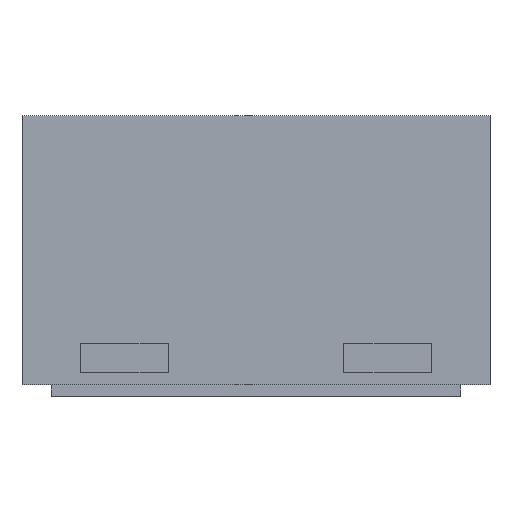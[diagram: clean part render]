
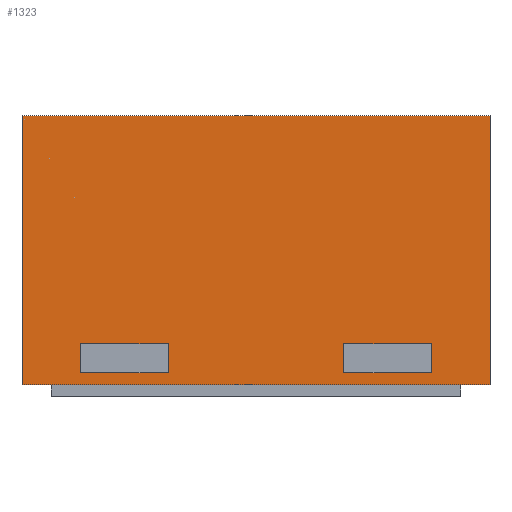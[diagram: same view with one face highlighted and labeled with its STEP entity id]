
A CAD part, front view. The second image highlights one B-rep face of the part: STEP entity #1323.
In plain terms, the highlighted planar face has unit normal (0, -1, 0).
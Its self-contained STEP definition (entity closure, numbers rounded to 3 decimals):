
#19=FACE_BOUND('',#142,.T.);
#20=FACE_BOUND('',#143,.T.);
#57=FACE_OUTER_BOUND('',#141,.T.);
#141=EDGE_LOOP('',(#951,#952,#953,#954));
#142=EDGE_LOOP('',(#955,#956,#957,#958));
#143=EDGE_LOOP('',(#959,#960,#961,#962));
#236=LINE('',#1877,#416);
#266=LINE('',#1937,#446);
#267=LINE('',#1939,#447);
#268=LINE('',#1940,#448);
#269=LINE('',#1943,#449);
#270=LINE('',#1945,#450);
#271=LINE('',#1947,#451);
#272=LINE('',#1948,#452);
#273=LINE('',#1951,#453);
#274=LINE('',#1953,#454);
#275=LINE('',#1955,#455);
#276=LINE('',#1956,#456);
#416=VECTOR('',#1534,1000.);
#446=VECTOR('',#1568,1000.);
#447=VECTOR('',#1569,1000.);
#448=VECTOR('',#1570,1000.);
#449=VECTOR('',#1571,1000.);
#450=VECTOR('',#1572,1000.);
#451=VECTOR('',#1573,1000.);
#452=VECTOR('',#1574,1000.);
#453=VECTOR('',#1575,1000.);
#454=VECTOR('',#1576,1000.);
#455=VECTOR('',#1577,1000.);
#456=VECTOR('',#1578,1000.);
#588=VERTEX_POINT('',#1874);
#589=VERTEX_POINT('',#1876);
#617=VERTEX_POINT('',#1936);
#618=VERTEX_POINT('',#1938);
#619=VERTEX_POINT('',#1941);
#620=VERTEX_POINT('',#1942);
#621=VERTEX_POINT('',#1944);
#622=VERTEX_POINT('',#1946);
#623=VERTEX_POINT('',#1949);
#624=VERTEX_POINT('',#1950);
#625=VERTEX_POINT('',#1952);
#626=VERTEX_POINT('',#1954);
#716=EDGE_CURVE('',#589,#588,#236,.T.);
#746=EDGE_CURVE('',#588,#617,#266,.T.);
#747=EDGE_CURVE('',#618,#617,#267,.T.);
#748=EDGE_CURVE('',#589,#618,#268,.T.);
#749=EDGE_CURVE('',#619,#620,#269,.T.);
#750=EDGE_CURVE('',#621,#619,#270,.T.);
#751=EDGE_CURVE('',#622,#621,#271,.T.);
#752=EDGE_CURVE('',#620,#622,#272,.T.);
#753=EDGE_CURVE('',#623,#624,#273,.T.);
#754=EDGE_CURVE('',#625,#623,#274,.T.);
#755=EDGE_CURVE('',#626,#625,#275,.T.);
#756=EDGE_CURVE('',#624,#626,#276,.T.);
#951=ORIENTED_EDGE('',*,*,#746,.T.);
#952=ORIENTED_EDGE('',*,*,#747,.F.);
#953=ORIENTED_EDGE('',*,*,#748,.F.);
#954=ORIENTED_EDGE('',*,*,#716,.T.);
#955=ORIENTED_EDGE('',*,*,#749,.F.);
#956=ORIENTED_EDGE('',*,*,#750,.F.);
#957=ORIENTED_EDGE('',*,*,#751,.F.);
#958=ORIENTED_EDGE('',*,*,#752,.F.);
#959=ORIENTED_EDGE('',*,*,#753,.F.);
#960=ORIENTED_EDGE('',*,*,#754,.F.);
#961=ORIENTED_EDGE('',*,*,#755,.F.);
#962=ORIENTED_EDGE('',*,*,#756,.F.);
#1245=PLANE('',#1417);
#1323=ADVANCED_FACE('',(#57,#19,#20),#1245,.F.);
#1417=AXIS2_PLACEMENT_3D('',#1935,#1566,#1567);
#1534=DIRECTION('',(0.,0.,-1.));
#1566=DIRECTION('center_axis',(0.,1.,0.));
#1567=DIRECTION('ref_axis',(0.,0.,1.));
#1568=DIRECTION('',(1.,0.,0.));
#1569=DIRECTION('',(0.,0.,-1.));
#1570=DIRECTION('',(1.,0.,0.));
#1571=DIRECTION('',(0.,0.,-1.));
#1572=DIRECTION('',(-1.,0.,0.));
#1573=DIRECTION('',(0.,0.,1.));
#1574=DIRECTION('',(1.,0.,0.));
#1575=DIRECTION('',(1.,0.,0.));
#1576=DIRECTION('',(0.,0.,-1.));
#1577=DIRECTION('',(-1.,0.,0.));
#1578=DIRECTION('',(0.,0.,1.));
#1874=CARTESIAN_POINT('',(-0.4,-0.8,0.02));
#1876=CARTESIAN_POINT('',(-0.4,-0.8,0.48));
#1877=CARTESIAN_POINT('',(-0.4,-0.8,0.48));
#1935=CARTESIAN_POINT('Origin',(-0.4,-0.8,0.48));
#1936=CARTESIAN_POINT('',(0.4,-0.8,0.02));
#1937=CARTESIAN_POINT('',(-0.4,-0.8,0.02));
#1938=CARTESIAN_POINT('',(0.4,-0.8,0.48));
#1939=CARTESIAN_POINT('',(0.4,-0.8,0.48));
#1940=CARTESIAN_POINT('',(-0.4,-0.8,0.48));
#1941=CARTESIAN_POINT('',(0.15,-0.8,0.09));
#1942=CARTESIAN_POINT('',(0.15,-0.8,0.04));
#1943=CARTESIAN_POINT('',(0.15,-0.8,0.09));
#1944=CARTESIAN_POINT('',(0.3,-0.8,0.09));
#1945=CARTESIAN_POINT('',(0.3,-0.8,0.09));
#1946=CARTESIAN_POINT('',(0.3,-0.8,0.04));
#1947=CARTESIAN_POINT('',(0.3,-0.8,0.09));
#1948=CARTESIAN_POINT('',(0.3,-0.8,0.04));
#1949=CARTESIAN_POINT('',(-0.3,-0.8,0.04));
#1950=CARTESIAN_POINT('',(-0.15,-0.8,0.04));
#1951=CARTESIAN_POINT('',(-0.3,-0.8,0.04));
#1952=CARTESIAN_POINT('',(-0.3,-0.8,0.09));
#1953=CARTESIAN_POINT('',(-0.3,-0.8,0.09));
#1954=CARTESIAN_POINT('',(-0.15,-0.8,0.09));
#1955=CARTESIAN_POINT('',(-0.3,-0.8,0.09));
#1956=CARTESIAN_POINT('',(-0.15,-0.8,0.09));
